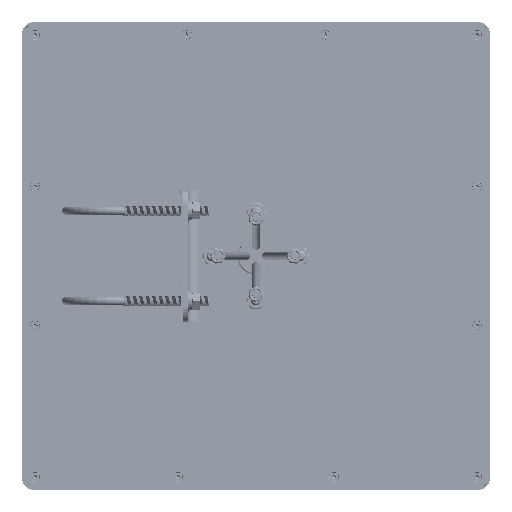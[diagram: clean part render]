
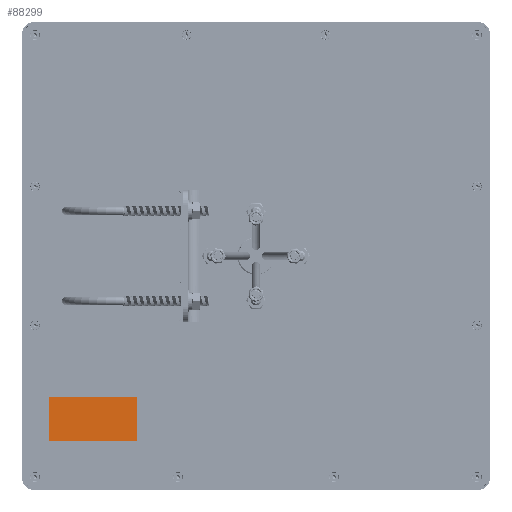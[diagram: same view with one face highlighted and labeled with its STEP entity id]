
A CAD part, front view. The second image highlights one B-rep face of the part: STEP entity #88299.
In plain terms, the highlighted face is planar.
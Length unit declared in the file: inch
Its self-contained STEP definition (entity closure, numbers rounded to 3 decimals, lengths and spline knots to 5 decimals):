
#1678 = VECTOR ( 'NONE', #73971, 39.37008 ) ;
#3227 = VECTOR ( 'NONE', #46601, 39.37008 ) ;
#5884 = VECTOR ( 'NONE', #15694, 39.37008 ) ;
#5974 = LINE ( 'NONE', #35745, #90185 ) ;
#7333 = CARTESIAN_POINT ( 'NONE',  ( 2.69642, 3.19665, 0.01 ) ) ;
#8967 = EDGE_CURVE ( 'NONE', #30029, #41644, #5974, .T. ) ;
#9029 = CARTESIAN_POINT ( 'NONE',  ( 2.69642, 4.19665, 0.01 ) ) ;
#12274 = EDGE_CURVE ( 'NONE', #41644, #65013, #13917, .T. ) ;
#13917 = LINE ( 'NONE', #27393, #5884 ) ;
#14963 = PLANE ( 'NONE',  #82057 ) ;
#15694 = DIRECTION ( 'NONE',  ( -1., 0., 0. ) ) ;
#21676 = ORIENTED_EDGE ( 'NONE', *, *, #38304, .T. ) ;
#23740 = CARTESIAN_POINT ( 'NONE',  ( 4.69642, 4.19665, 0.01 ) ) ;
#25055 = CARTESIAN_POINT ( 'NONE',  ( 4.69642, 3.19665, 0.01 ) ) ;
#27393 = CARTESIAN_POINT ( 'NONE',  ( 2.69642, 4.19665, 0.01 ) ) ;
#30029 = VERTEX_POINT ( 'NONE', #25055 ) ;
#30138 = ORIENTED_EDGE ( 'NONE', *, *, #8967, .T. ) ;
#30363 = CARTESIAN_POINT ( 'NONE',  ( 0., 0., 0.01 ) ) ;
#35745 = CARTESIAN_POINT ( 'NONE',  ( 4.69642, 4.19665, 0.01 ) ) ;
#37435 = VERTEX_POINT ( 'NONE', #61846 ) ;
#38304 = EDGE_CURVE ( 'NONE', #65013, #37435, #45563, .T. ) ;
#41644 = VERTEX_POINT ( 'NONE', #23740 ) ;
#44294 = DIRECTION ( 'NONE',  ( 0., 0., 1. ) ) ;
#45563 = LINE ( 'NONE', #9029, #1678 ) ;
#46601 = DIRECTION ( 'NONE',  ( 1., 0., 0. ) ) ;
#53590 = EDGE_CURVE ( 'NONE', #37435, #30029, #89891, .T. ) ;
#56794 = ORIENTED_EDGE ( 'NONE', *, *, #12274, .T. ) ;
#57395 = DIRECTION ( 'NONE',  ( 0., 1., 0. ) ) ;
#61846 = CARTESIAN_POINT ( 'NONE',  ( 2.69642, 3.19665, 0.01 ) ) ;
#65013 = VERTEX_POINT ( 'NONE', #66246 ) ;
#66246 = CARTESIAN_POINT ( 'NONE',  ( 2.69642, 4.19665, 0.01 ) ) ;
#66444 = DIRECTION ( 'NONE',  ( 1., 0., 0. ) ) ;
#73971 = DIRECTION ( 'NONE',  ( 0., -1., 0. ) ) ;
#77148 = EDGE_LOOP ( 'NONE', ( #21676, #89455, #30138, #56794 ) ) ;
#81343 = FACE_OUTER_BOUND ( 'NONE', #77148, .T. ) ;
#82057 = AXIS2_PLACEMENT_3D ( 'NONE', #30363, #44294, #66444 ) ;
#88299 = ADVANCED_FACE ( 'NONE', ( #81343 ), #14963, .T. ) ;
#89455 = ORIENTED_EDGE ( 'NONE', *, *, #53590, .T. ) ;
#89891 = LINE ( 'NONE', #7333, #3227 ) ;
#90185 = VECTOR ( 'NONE', #57395, 39.37008 ) ;
